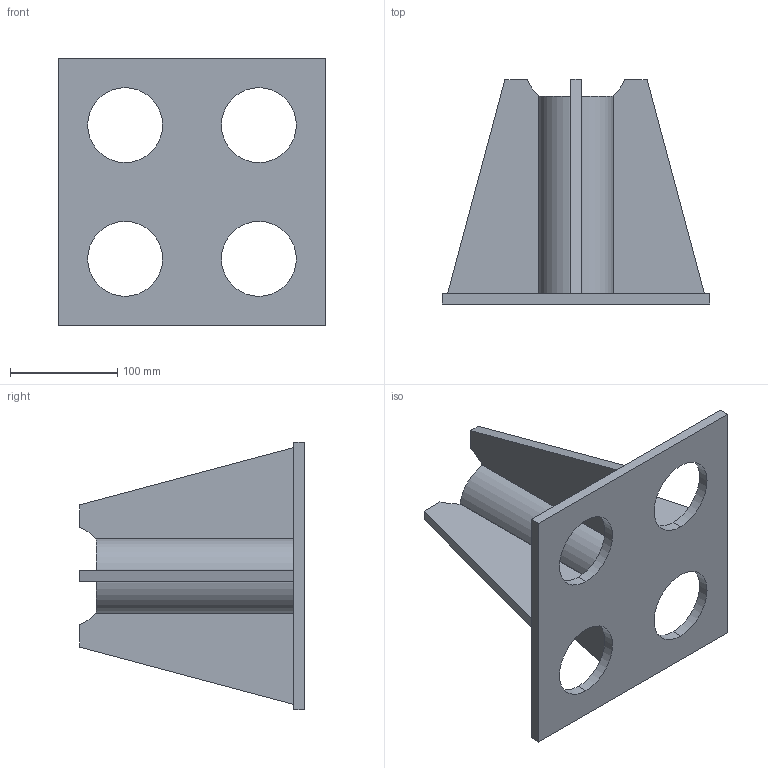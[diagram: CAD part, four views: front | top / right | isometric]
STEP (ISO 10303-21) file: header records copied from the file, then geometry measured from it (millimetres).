
FILE_DESCRIPTION (( 'STEP AP203' ), '1' );
FILE_NAME ('盓釱蚾饜.', '2021-10-23T05:55:37', ( '' ), ( '' ), 'SwSTEP 2.0', 'SolidWorks 2020', '' );
FILE_SCHEMA (( 'CONFIG_CONTROL_DESIGN' ));
Length unit declared in the file: millimetre
Products named in the file (4): ﾖｧﾗｰﾅ茖ﾁ｡綫__ｨ｢____; ｵﾗﾗﾁｨｴ_ﾄｬﾈﾏ｡臉__ｨｨ_; ｲ牴蝪綫_ﾄｬﾈﾏ___ｨｨ_; 支管1ü_默认___è_
Assembly tree (6 placements, depth 2):
  ﾖｧﾗｰﾅ茖ﾁ｡綫__ｨ｢____
    ｲ牴蝪綫_ﾄｬﾈﾏ___ｨｨ_  x4
    ｵﾗﾗﾁｨｴ_ﾄｬﾈﾏ｡臉__ｨｨ_
    支管1ü_默认___è_
Bounding box: 250 x 210 x 250 mm (x, y, z)
Volume: 1273775.5 mm3; surface area: 299166.4 mm2
Topology: 6 solids, 6 shells, 53 faces, 126 edges, 84 vertices
Faces by surface type: plane 27, cylinder 16, sphere 10
Entity records: 1414 total; most frequent: DIRECTION 186, CARTESIAN_POINT 158, ORIENTED_EDGE 144, AXIS2_PLACEMENT_3D 76, EDGE_CURVE 72, VERTEX_POINT 48, CIRCLE 38, EDGE_LOOP 38
